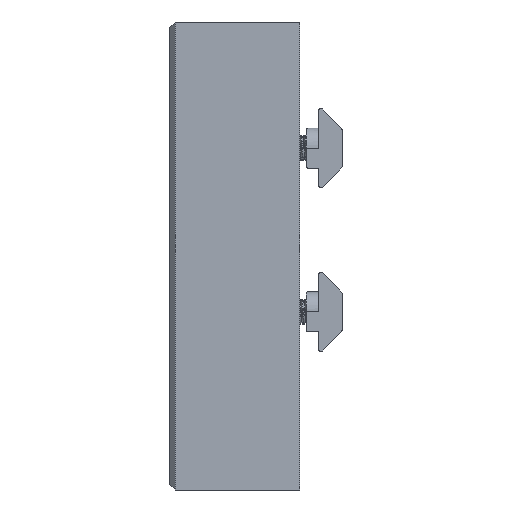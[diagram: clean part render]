
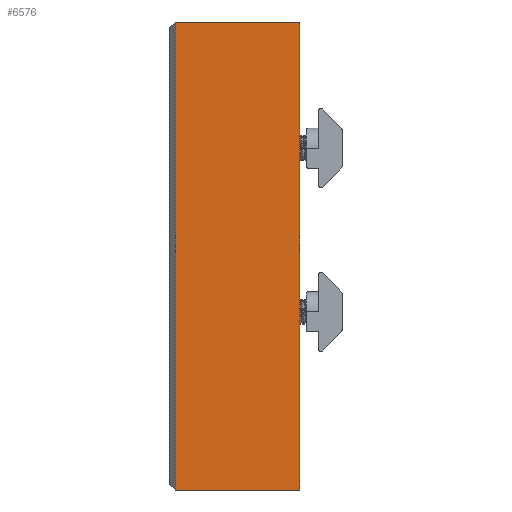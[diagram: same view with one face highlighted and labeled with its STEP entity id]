
A CAD part, left-side view. The second image highlights one B-rep face of the part: STEP entity #6576.
In plain terms, the highlighted planar face has unit normal (-1, 0, 0).
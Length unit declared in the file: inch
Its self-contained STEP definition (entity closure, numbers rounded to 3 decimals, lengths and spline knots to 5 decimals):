
#48 = DIRECTION ( 'NONE',  ( 1., 0., 0. ) ) ;
#283 = ORIENTED_EDGE ( 'NONE', *, *, #4299, .T. ) ;
#939 = CARTESIAN_POINT ( 'NONE',  ( -2.25, 1.25, 2.25 ) ) ;
#2073 = DIRECTION ( 'NONE',  ( 0., -1., 0. ) ) ;
#2084 = VERTEX_POINT ( 'NONE', #5192 ) ;
#2247 = CARTESIAN_POINT ( 'NONE',  ( -2.25, 1.2, -2.25 ) ) ;
#2293 = LINE ( 'NONE', #2247, #6043 ) ;
#2982 = CARTESIAN_POINT ( 'NONE',  ( -2.25, 1.2, 2.25 ) ) ;
#3391 = PLANE ( 'NONE',  #8737 ) ;
#3466 = LINE ( 'NONE', #939, #4947 ) ;
#3554 = LINE ( 'NONE', #4083, #7535 ) ;
#3702 = EDGE_CURVE ( 'NONE', #2084, #4905, #3554, .T. ) ;
#4083 = CARTESIAN_POINT ( 'NONE',  ( -2.25, 0., -2.25 ) ) ;
#4299 = EDGE_CURVE ( 'NONE', #7063, #7120, #2293, .T. ) ;
#4814 = DIRECTION ( 'NONE',  ( 0., 0., -1. ) ) ;
#4905 = VERTEX_POINT ( 'NONE', #6681 ) ;
#4947 = VECTOR ( 'NONE', #2073, 39.37008 ) ;
#5192 = CARTESIAN_POINT ( 'NONE',  ( -2.25, 0., -2.25 ) ) ;
#5389 = CARTESIAN_POINT ( 'NONE',  ( -2.25, 1.25, -2.25 ) ) ;
#5908 = CARTESIAN_POINT ( 'NONE',  ( -2.25, 1.2, -2.25 ) ) ;
#5964 = LINE ( 'NONE', #8076, #6398 ) ;
#6013 = FACE_OUTER_BOUND ( 'NONE', #8351, .T. ) ;
#6043 = VECTOR ( 'NONE', #7838, 39.37008 ) ;
#6371 = ORIENTED_EDGE ( 'NONE', *, *, #8654, .T. ) ;
#6389 = ORIENTED_EDGE ( 'NONE', *, *, #7420, .F. ) ;
#6398 = VECTOR ( 'NONE', #6546, 39.37008 ) ;
#6546 = DIRECTION ( 'NONE',  ( 0., -1., 0. ) ) ;
#6576 = ADVANCED_FACE ( 'NONE', ( #6013 ), #3391, .F. ) ;
#6681 = CARTESIAN_POINT ( 'NONE',  ( -2.25, 0., 2.25 ) ) ;
#6933 = ORIENTED_EDGE ( 'NONE', *, *, #3702, .T. ) ;
#7063 = VERTEX_POINT ( 'NONE', #2982 ) ;
#7120 = VERTEX_POINT ( 'NONE', #5908 ) ;
#7420 = EDGE_CURVE ( 'NONE', #7063, #4905, #3466, .T. ) ;
#7535 = VECTOR ( 'NONE', #8150, 39.37008 ) ;
#7838 = DIRECTION ( 'NONE',  ( 0., 0., -1. ) ) ;
#8076 = CARTESIAN_POINT ( 'NONE',  ( -2.25, 1.25, -2.25 ) ) ;
#8150 = DIRECTION ( 'NONE',  ( 0., 0., 1. ) ) ;
#8351 = EDGE_LOOP ( 'NONE', ( #6389, #283, #6371, #6933 ) ) ;
#8654 = EDGE_CURVE ( 'NONE', #7120, #2084, #5964, .T. ) ;
#8737 = AXIS2_PLACEMENT_3D ( 'NONE', #5389, #48, #4814 ) ;
